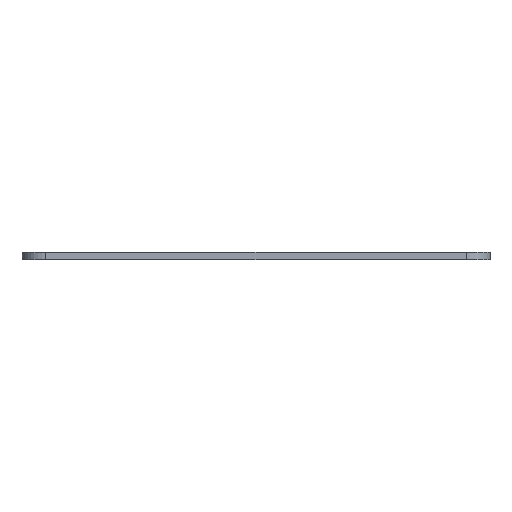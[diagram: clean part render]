
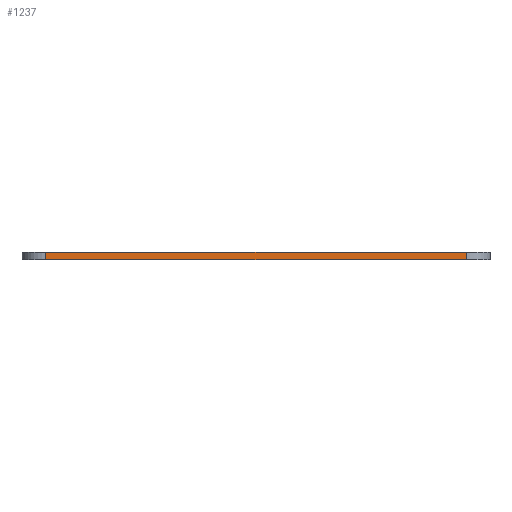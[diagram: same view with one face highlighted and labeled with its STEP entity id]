
A CAD part, front view. The second image highlights one B-rep face of the part: STEP entity #1237.
In plain terms, the highlighted planar face has unit normal (0, -1, 0).
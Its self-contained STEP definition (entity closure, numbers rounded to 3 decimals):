
#93=PLANE('',#1318);
#147=FACE_OUTER_BOUND('',#205,.T.);
#205=EDGE_LOOP('',(#1037,#1038,#1039,#1040));
#381=LINE('',#1936,#533);
#382=LINE('',#1938,#534);
#383=LINE('',#1940,#535);
#384=LINE('',#1941,#536);
#533=VECTOR('',#1591,10.);
#534=VECTOR('',#1592,10.);
#535=VECTOR('',#1593,10.);
#536=VECTOR('',#1594,10.);
#661=VERTEX_POINT('',#1934);
#662=VERTEX_POINT('',#1935);
#663=VERTEX_POINT('',#1937);
#664=VERTEX_POINT('',#1939);
#821=EDGE_CURVE('',#661,#662,#381,.T.);
#822=EDGE_CURVE('',#661,#663,#382,.T.);
#823=EDGE_CURVE('',#664,#663,#383,.T.);
#824=EDGE_CURVE('',#662,#664,#384,.T.);
#1037=ORIENTED_EDGE('',*,*,#821,.F.);
#1038=ORIENTED_EDGE('',*,*,#822,.T.);
#1039=ORIENTED_EDGE('',*,*,#823,.F.);
#1040=ORIENTED_EDGE('',*,*,#824,.F.);
#1237=ADVANCED_FACE('',(#147),#93,.T.);
#1318=AXIS2_PLACEMENT_3D('',#1933,#1589,#1590);
#1589=DIRECTION('center_axis',(0.,-1.,0.));
#1590=DIRECTION('ref_axis',(1.,0.,0.));
#1591=DIRECTION('',(-1.,0.,0.));
#1592=DIRECTION('',(0.,0.,1.));
#1593=DIRECTION('',(1.,0.,0.));
#1594=DIRECTION('',(0.,0.,1.));
#1933=CARTESIAN_POINT('Origin',(-44.13,-36.125,0.));
#1934=CARTESIAN_POINT('',(44.13,-36.125,0.));
#1935=CARTESIAN_POINT('',(-44.13,-36.125,0.));
#1936=CARTESIAN_POINT('',(44.13,-36.125,0.));
#1937=CARTESIAN_POINT('',(44.13,-36.125,1.5));
#1938=CARTESIAN_POINT('',(44.13,-36.125,0.));
#1939=CARTESIAN_POINT('',(-44.13,-36.125,1.5));
#1940=CARTESIAN_POINT('',(44.13,-36.125,1.5));
#1941=CARTESIAN_POINT('',(-44.13,-36.125,0.));
